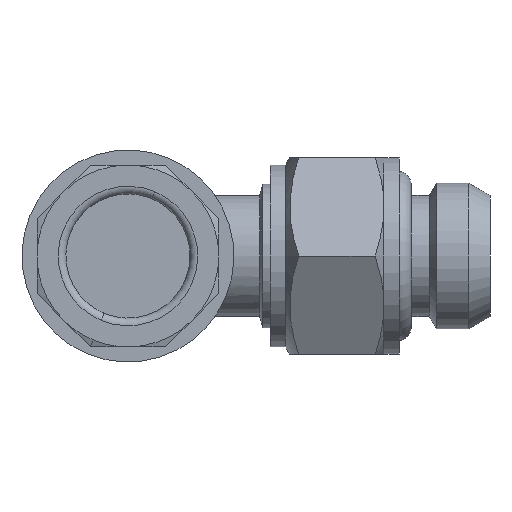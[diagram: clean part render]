
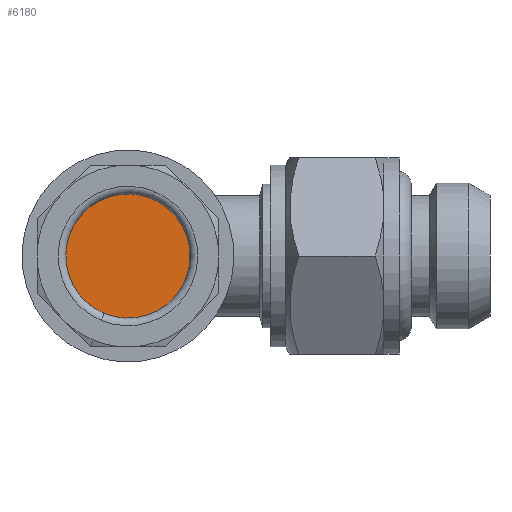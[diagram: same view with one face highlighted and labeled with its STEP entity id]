
A CAD part, left-side view. The second image highlights one B-rep face of the part: STEP entity #6180.
In plain terms, the highlighted planar face has unit normal (-1, 0, 0).
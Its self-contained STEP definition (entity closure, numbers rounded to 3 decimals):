
#61 = CARTESIAN_POINT ( 'NONE',  ( -20.654, 20.931, 3.788 ) ) ;
#62 = CARTESIAN_POINT ( 'NONE',  ( -20.654, 24.069, -3.788 ) ) ;
#245 = EDGE_LOOP ( 'NONE', ( #4366, #4367 ) ) ;
#629 = AXIS2_PLACEMENT_3D ( 'NONE', #3915, #3916, #3917 ) ;
#728 = VERTEX_POINT ( 'NONE', #62 ) ;
#729 = VERTEX_POINT ( 'NONE', #61 ) ;
#1095 = PLANE ( 'NONE',  #1935 ) ;
#1103 = CARTESIAN_POINT ( 'NONE',  ( -20.654, 22.5, 0. ) ) ;
#1104 = DIRECTION ( 'NONE',  ( -1., 0., 0. ) ) ;
#1105 = DIRECTION ( 'NONE',  ( 0., -1., 0. ) ) ;
#1397 = FACE_OUTER_BOUND ( 'NONE', #245, .T. ) ;
#1893 = EDGE_CURVE ( 'NONE', #729, #728, #5290, .T. ) ;
#1935 = AXIS2_PLACEMENT_3D ( 'NONE', #1103, #1104, #1105 ) ;
#2331 = EDGE_CURVE ( 'NONE', #728, #729, #5416, .T. ) ;
#3652 = AXIS2_PLACEMENT_3D ( 'NONE', #6595, #6596, #6597 ) ;
#3915 = CARTESIAN_POINT ( 'NONE',  ( -20.654, 22.5, 0. ) ) ;
#3916 = DIRECTION ( 'NONE',  ( -1., 0., 0. ) ) ;
#3917 = DIRECTION ( 'NONE',  ( 0., -1., 0. ) ) ;
#4366 = ORIENTED_EDGE ( 'NONE', *, *, #1893, .T. ) ;
#4367 = ORIENTED_EDGE ( 'NONE', *, *, #2331, .T. ) ;
#5290 = CIRCLE ( 'NONE', #629, 4.1 ) ;
#5416 = CIRCLE ( 'NONE', #3652, 4.1 ) ;
#6180 = ADVANCED_FACE ( 'NONE', ( #1397 ), #1095, .T. ) ;
#6595 = CARTESIAN_POINT ( 'NONE',  ( -20.654, 22.5, 0. ) ) ;
#6596 = DIRECTION ( 'NONE',  ( -1., 0., 0. ) ) ;
#6597 = DIRECTION ( 'NONE',  ( 0., -1., 0. ) ) ;
